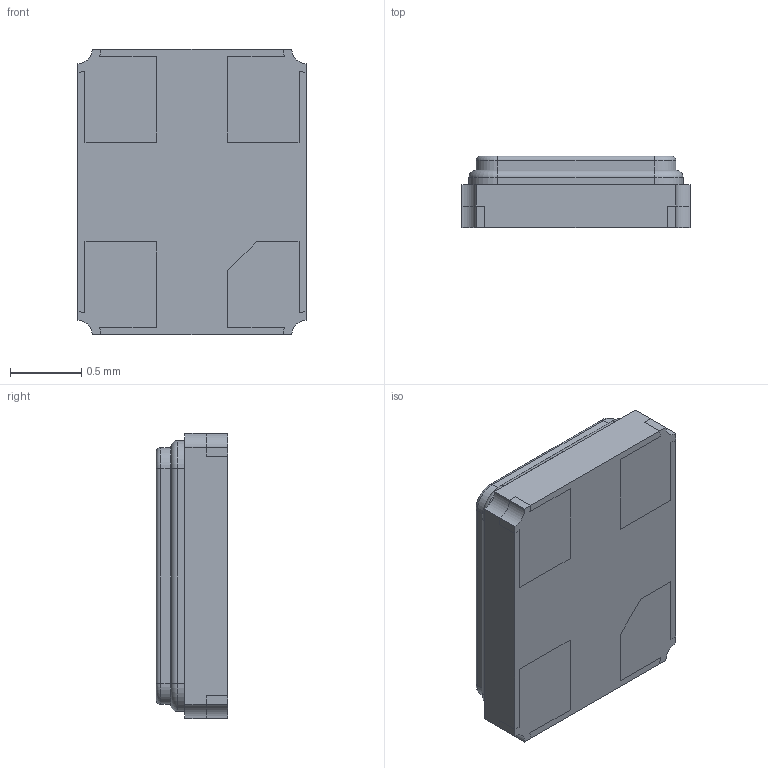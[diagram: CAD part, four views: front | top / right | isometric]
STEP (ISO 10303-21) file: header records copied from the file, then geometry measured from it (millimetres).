
FILE_DESCRIPTION (( 'STEP AP214' ), '1' );
FILE_NAME ('NX2016SA-40M-STD-CZS-3.STEP', '2023-02-09T14:34:58', ( '' ), ( '' ), 'SwSTEP 2.0', 'SolidWorks 2021', '' );
FILE_SCHEMA (( 'AUTOMOTIVE_DESIGN' ));
Length unit declared in the file: millimetre
Products named in the file (2): NX2016SA-40M-STD-CZS-3_NX2016SA-40M-STD-CZS-3; NX2016SA-40M-STD-CZS-3
Assembly tree (1 placements, depth 2):
  NX2016SA-40M-STD-CZS-3
    NX2016SA-40M-STD-CZS-3_NX2016SA-40M-STD-CZS-3
Bounding box: 1.6 x 0.5 x 2 mm (x, y, z)
Volume: 1.5 mm3; surface area: 20 mm2
Topology: 6 solids, 6 shells, 118 faces, 294 edges, 188 vertices
Faces by surface type: plane 70, cylinder 40, torus 8
Entity records: 3601 total; most frequent: DIRECTION 622, CARTESIAN_POINT 604, ORIENTED_EDGE 588, EDGE_CURVE 294, VECTOR 210, LINE 210, AXIS2_PLACEMENT_3D 206, VERTEX_POINT 188
